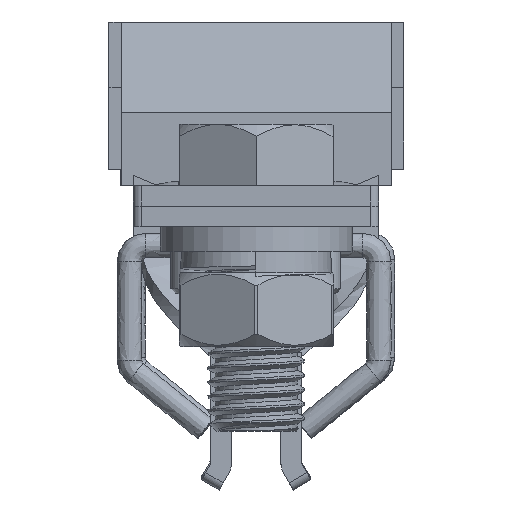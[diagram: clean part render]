
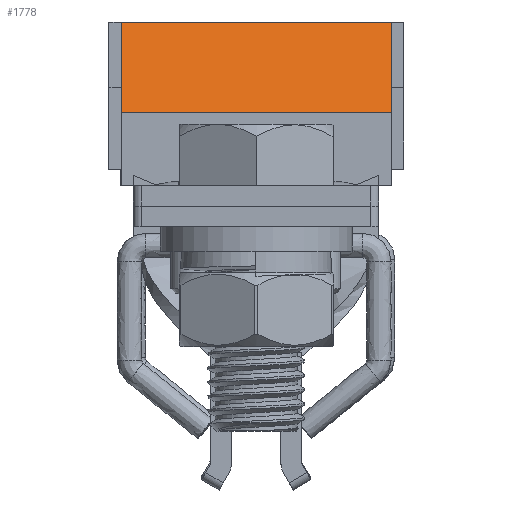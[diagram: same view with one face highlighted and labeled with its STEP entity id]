
A CAD part, left-side view. The second image highlights one B-rep face of the part: STEP entity #1778.
In plain terms, the highlighted planar face has unit normal (-0.943, -0.001, 0.334).
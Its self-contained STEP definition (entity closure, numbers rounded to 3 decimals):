
#534=PLANE('',#12592);
#1778=ADVANCED_FACE('',(#2558),#534,.T.);
#2558=FACE_OUTER_BOUND('',#3339,.T.);
#3339=EDGE_LOOP('',(#7559,#7560,#7561,#7562));
#4237=LINE('',#27609,#5147);
#4263=LINE('',#27664,#5173);
#4264=LINE('',#27666,#5174);
#4265=LINE('',#27667,#5175);
#5147=VECTOR('',#14909,1.);
#5173=VECTOR('',#14943,1.);
#5174=VECTOR('',#14946,1.);
#5175=VECTOR('',#14947,1.);
#7559=ORIENTED_EDGE('',*,*,#10918,.F.);
#7560=ORIENTED_EDGE('',*,*,#10917,.T.);
#7561=ORIENTED_EDGE('',*,*,#10919,.T.);
#7562=ORIENTED_EDGE('',*,*,#10889,.F.);
#9471=VERTEX_POINT('',#27607);
#9473=VERTEX_POINT('',#27610);
#9491=VERTEX_POINT('',#27651);
#9497=VERTEX_POINT('',#27663);
#10889=EDGE_CURVE('',#9471,#9473,#4237,.T.);
#10917=EDGE_CURVE('',#9491,#9497,#4263,.T.);
#10918=EDGE_CURVE('',#9491,#9471,#4264,.T.);
#10919=EDGE_CURVE('',#9497,#9473,#4265,.T.);
#12592=AXIS2_PLACEMENT_3D('',#27668,#14948,#14949);
#14909=DIRECTION('',(0.001,-1.,0.));
#14943=DIRECTION('',(0.001,-1.,0.));
#14946=DIRECTION('',(0.334,0.,0.942));
#14947=DIRECTION('',(0.334,0.,0.942));
#14948=DIRECTION('',(-0.942,-0.001,0.334));
#14949=DIRECTION('',(0.334,0.,0.942));
#27607=CARTESIAN_POINT('',(-71.368,-34.705,27.683));
#27609=CARTESIAN_POINT('',(-71.369,-33.205,27.683));
#27610=CARTESIAN_POINT('',(-71.347,-67.705,27.683));
#27651=CARTESIAN_POINT('',(-75.269,-34.707,16.683));
#27663=CARTESIAN_POINT('',(-75.248,-67.707,16.683));
#27664=CARTESIAN_POINT('',(-75.27,-33.207,16.683));
#27666=CARTESIAN_POINT('',(-75.269,-34.707,16.683));
#27667=CARTESIAN_POINT('',(-75.248,-67.707,16.683));
#27668=CARTESIAN_POINT('',(-71.369,-33.205,27.683));
